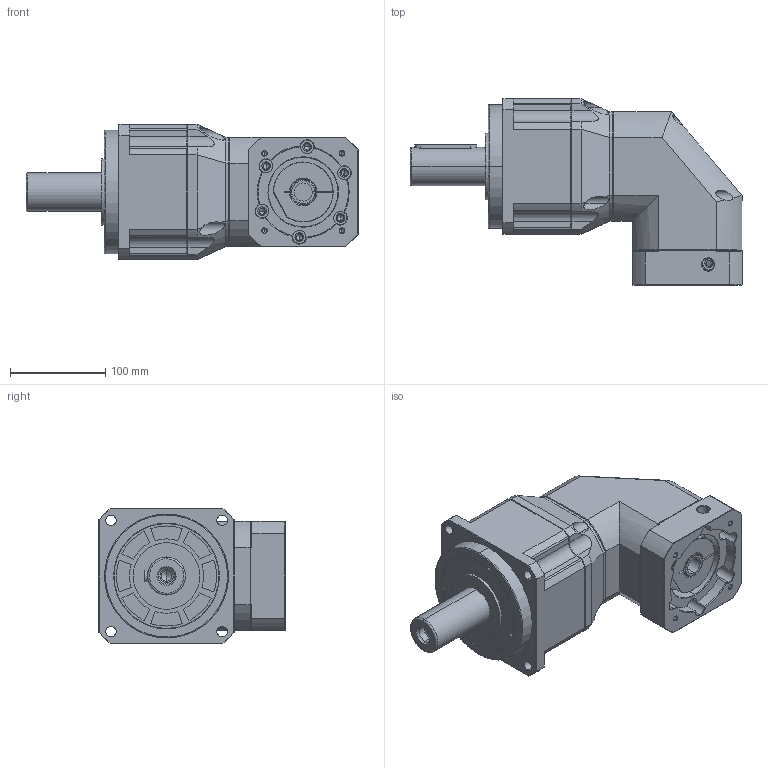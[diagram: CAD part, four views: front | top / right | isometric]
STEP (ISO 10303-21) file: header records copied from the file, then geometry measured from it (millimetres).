
FILE_DESCRIPTION (( 'STEP AP214' ), '1' );
FILE_NAME ('SBL142-L2-19-95-115-M6-M8.STEP', '2022-01-14T03:02:28', ( 'admin' ), ( '' ), 'SwSTEP 2.0', 'SolidWorks 2013', '' );
FILE_SCHEMA (( 'AUTOMOTIVE_DESIGN' ));
Length unit declared in the file: millimetre
Products named in the file (7): 22-19_X2_8F6C63625957_X0_; SBL115-95-115M6; SBL115_X2_8F9351658F7495017D2773AF_X0_-22; SB142_X2_8F9351FA7AEF_X0_; SB142_X2_4E007EA79F7F570863A5_X0_115; SBL115-22; SBL142-L2-19-95-115-M6-M8
Assembly tree (6 placements, depth 2):
  SBL142-L2-19-95-115-M6-M8
    SBL115-22
    SB142_X2_4E007EA79F7F570863A5_X0_115
    SB142_X2_8F9351FA7AEF_X0_
    SBL115_X2_8F9351658F7495017D2773AF_X0_-22
    SBL115-95-115M6
    22-19_X2_8F6C63625957_X0_
Bounding box: 348.5 x 195.5 x 142 mm (x, y, z)
Volume: 4422806.8 mm3; surface area: 416197.2 mm2
Topology: 8 solids, 8 shells, 665 faces, 1677 edges, 1042 vertices
Faces by surface type: cylinder 272, plane 235, cone 138, bspline 20
Entity records: 29805 total; most frequent: CARTESIAN_POINT 6441, DIRECTION 3312, ORIENTED_EDGE 3290, EDGE_CURVE 1645, AXIS2_PLACEMENT_3D 1291, VERTEX_POINT 1042, EDGE_LOOP 755, LINE 730
